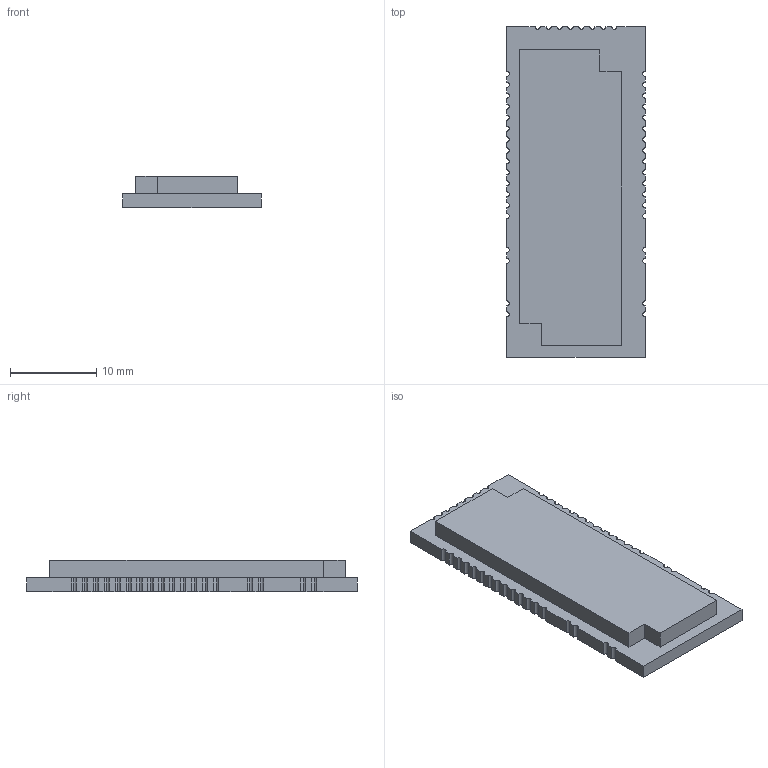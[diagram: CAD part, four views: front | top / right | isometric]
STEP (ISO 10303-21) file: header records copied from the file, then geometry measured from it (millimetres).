
FILE_DESCRIPTION (( 'STEP AP214' ), '1' );
FILE_NAME ('Heltec Wireless shell V3 .STEP', '2022-12-27T13:38:24', ( '' ), ( '' ), 'SwSTEP 2.0', 'SolidWorks 2018', '' );
FILE_SCHEMA (( 'AUTOMOTIVE_DESIGN' ));
Length unit declared in the file: millimetre
Products named in the file (2): Heltec Wireless shell V3 
Bounding box: 16.1 x 38.4 x 3.6 mm (x, y, z)
Volume: 1766.1 mm3; surface area: 1607.1 mm2
Topology: 1 solids, 1 shells, 121 faces, 354 edges, 236 vertices
Faces by surface type: cylinder 62, plane 59
Entity records: 4101 total; most frequent: DIRECTION 724, CARTESIAN_POINT 713, ORIENTED_EDGE 708, EDGE_CURVE 354, AXIS2_PLACEMENT_3D 247, VERTEX_POINT 236, VECTOR 230, LINE 230
